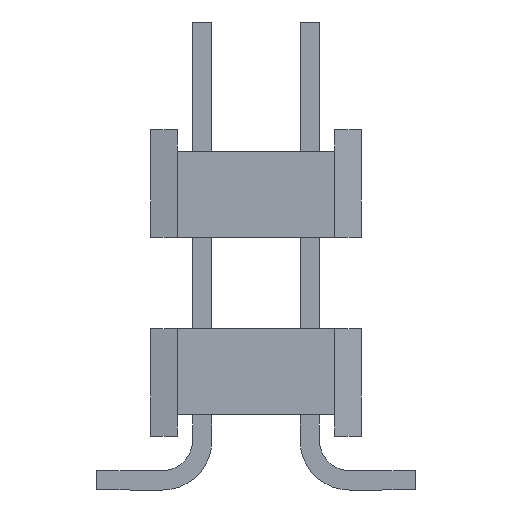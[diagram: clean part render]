
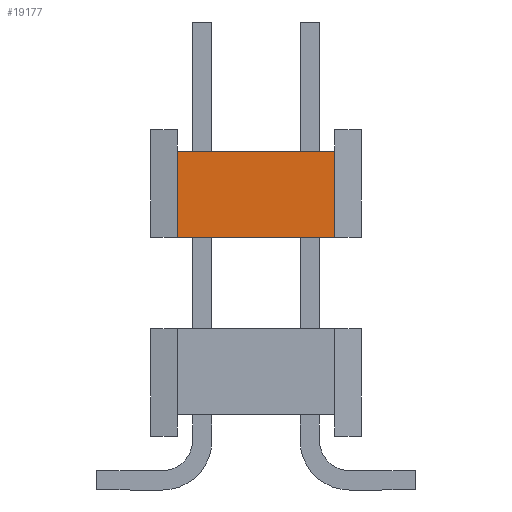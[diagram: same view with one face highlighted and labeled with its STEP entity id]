
A CAD part, left-side view. The second image highlights one B-rep face of the part: STEP entity #19177.
In plain terms, the highlighted planar face has unit normal (-1, 0, 0).
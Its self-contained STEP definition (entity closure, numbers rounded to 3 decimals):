
#441=PLANE('',#20400);
#1497=FACE_OUTER_BOUND('',#2629,.T.);
#2629=EDGE_LOOP('',(#14737,#14738,#14739,#14740));
#3552=LINE('',#26724,#6136);
#3575=LINE('',#26771,#6159);
#4186=LINE('',#27991,#6770);
#4188=LINE('',#27994,#6772);
#6136=VECTOR('',#21545,2.032);
#6159=VECTOR('',#21584,2.032);
#6770=VECTOR('',#22653,3.708);
#6772=VECTOR('',#22657,3.708);
#8867=VERTEX_POINT('',#26721);
#8868=VERTEX_POINT('',#26723);
#8883=VERTEX_POINT('',#26768);
#8884=VERTEX_POINT('',#26770);
#10664=EDGE_CURVE('',#8867,#8868,#3552,.T.);
#10687=EDGE_CURVE('',#8884,#8883,#3575,.T.);
#11298=EDGE_CURVE('',#8867,#8884,#4186,.T.);
#11300=EDGE_CURVE('',#8883,#8868,#4188,.T.);
#14737=ORIENTED_EDGE('',*,*,#10664,.F.);
#14738=ORIENTED_EDGE('',*,*,#11298,.T.);
#14739=ORIENTED_EDGE('',*,*,#10687,.T.);
#14740=ORIENTED_EDGE('',*,*,#11300,.T.);
#19177=ADVANCED_FACE('',(#1497),#441,.T.);
#20400=AXIS2_PLACEMENT_3D('',#27995,#22658,#22659);
#21545=DIRECTION('',(0.,0.,-1.));
#21584=DIRECTION('',(0.,0.,-1.));
#22653=DIRECTION('',(0.,1.,0.));
#22657=DIRECTION('',(0.,-1.,0.));
#22658=DIRECTION('center_axis',(-1.,0.,0.));
#22659=DIRECTION('ref_axis',(0.,0.,-1.));
#26721=CARTESIAN_POINT('',(-12.7,-1.854,8.001));
#26723=CARTESIAN_POINT('',(-12.7,-1.854,5.969));
#26724=CARTESIAN_POINT('',(-12.7,-1.854,6.985));
#26768=CARTESIAN_POINT('',(-12.7,1.854,5.969));
#26770=CARTESIAN_POINT('',(-12.7,1.854,8.001));
#26771=CARTESIAN_POINT('',(-12.7,1.854,6.985));
#27991=CARTESIAN_POINT('',(-12.7,0.,8.001));
#27994=CARTESIAN_POINT('',(-12.7,0.,5.969));
#27995=CARTESIAN_POINT('Origin',(-12.7,0.,6.985));
